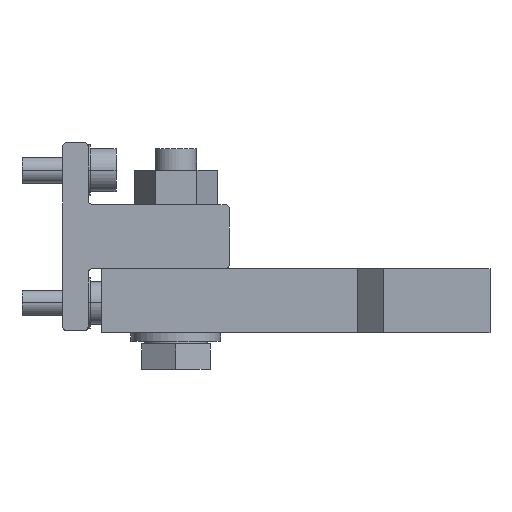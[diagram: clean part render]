
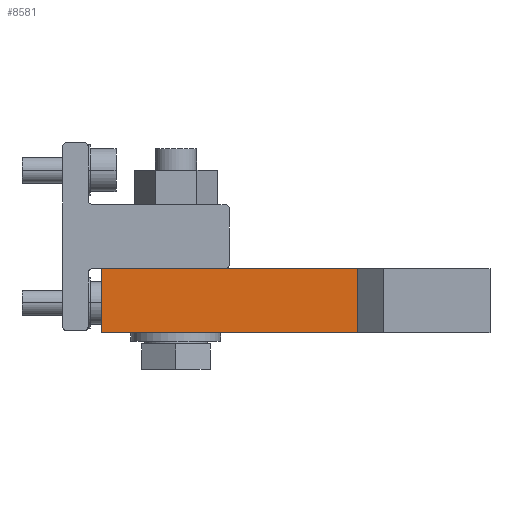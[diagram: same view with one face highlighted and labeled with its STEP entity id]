
A CAD part, left-side view. The second image highlights one B-rep face of the part: STEP entity #8581.
In plain terms, the highlighted planar face has unit normal (-1, 0, 0).
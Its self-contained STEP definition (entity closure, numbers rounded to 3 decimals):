
#8554=AXIS2_PLACEMENT_3D('Plane Axis2P3D',#8551,#8552,#8553) ;
#8520=CARTESIAN_POINT('Vertex',(-130.999,-161.,13.5)) ;
#8536=CARTESIAN_POINT('Vertex',(-130.999,-161.,28.5)) ;
#8539=CARTESIAN_POINT('Line Origine',(-130.999,-161.,21.)) ;
#8551=CARTESIAN_POINT('Axis2P3D Location',(-130.999,-161.,28.5)) ;
#8556=CARTESIAN_POINT('Line Origine',(-130.999,-131.,13.5)) ;
#8560=CARTESIAN_POINT('Vertex',(-130.999,-101.,13.5)) ;
#8563=CARTESIAN_POINT('Line Origine',(-130.999,-131.,28.5)) ;
#8567=CARTESIAN_POINT('Vertex',(-130.999,-101.,28.5)) ;
#8570=CARTESIAN_POINT('Line Origine',(-130.999,-101.,21.)) ;
#8540=DIRECTION('Vector Direction',(0.,0.,-1.)) ;
#8552=DIRECTION('Axis2P3D Direction',(-1.,0.,0.)) ;
#8553=DIRECTION('Axis2P3D XDirection',(0.,1.,0.)) ;
#8557=DIRECTION('Vector Direction',(0.,1.,0.)) ;
#8564=DIRECTION('Vector Direction',(0.,1.,0.)) ;
#8571=DIRECTION('Vector Direction',(0.,0.,-1.)) ;
#8541=VECTOR('Line Direction',#8540,1.) ;
#8558=VECTOR('Line Direction',#8557,1.) ;
#8565=VECTOR('Line Direction',#8564,1.) ;
#8572=VECTOR('Line Direction',#8571,1.) ;
#8576=ORIENTED_EDGE('',*,*,#8562,.T.) ;
#8577=ORIENTED_EDGE('',*,*,#8543,.F.) ;
#8578=ORIENTED_EDGE('',*,*,#8569,.F.) ;
#8579=ORIENTED_EDGE('',*,*,#8574,.T.) ;
#8581=ADVANCED_FACE('RA3695001_1PA_001_00_TERMINALE_MULTIFORO',(#8580),#8555,.T.) ;
#8543=EDGE_CURVE('',#8537,#8521,#8542,.T.) ;
#8562=EDGE_CURVE('',#8561,#8521,#8559,.F.) ;
#8569=EDGE_CURVE('',#8568,#8537,#8566,.F.) ;
#8574=EDGE_CURVE('',#8568,#8561,#8573,.T.) ;
#8575=EDGE_LOOP('',(#8576,#8577,#8578,#8579)) ;
#8580=FACE_OUTER_BOUND('',#8575,.T.) ;
#8542=LINE('Line',#8539,#8541) ;
#8559=LINE('Line',#8556,#8558) ;
#8566=LINE('Line',#8563,#8565) ;
#8573=LINE('Line',#8570,#8572) ;
#8555=PLANE('',#8554) ;
#8521=VERTEX_POINT('',#8520) ;
#8537=VERTEX_POINT('',#8536) ;
#8561=VERTEX_POINT('',#8560) ;
#8568=VERTEX_POINT('',#8567) ;
